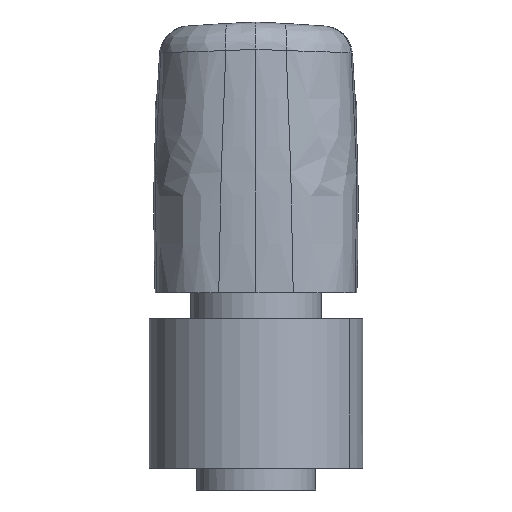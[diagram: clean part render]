
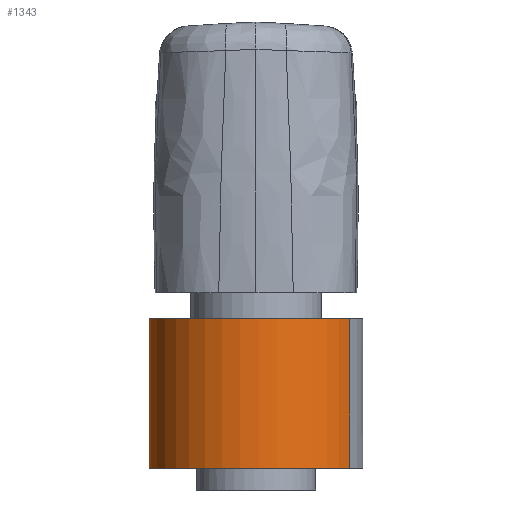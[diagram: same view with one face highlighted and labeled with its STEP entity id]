
A CAD part, front view. The second image highlights one B-rep face of the part: STEP entity #1343.
In plain terms, the highlighted cylindrical face has radius 7.3 mm (diameter 14.6 mm), a partial arc.
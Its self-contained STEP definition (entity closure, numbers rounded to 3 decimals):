
#266 = VERTEX_POINT('',#267);
#267 = CARTESIAN_POINT('',(13.706,3.8,11.7));
#274 = EDGE_CURVE('',#266,#275,#277,.T.);
#275 = VERTEX_POINT('',#276);
#276 = CARTESIAN_POINT('',(0.894,10.8,11.7));
#277 = CIRCLE('',#278,7.3);
#278 = AXIS2_PLACEMENT_3D('',#279,#280,#281);
#279 = CARTESIAN_POINT('',(7.3,7.3,11.7));
#280 = DIRECTION('',(0.,0.,-1.));
#281 = DIRECTION('',(-1.,0.,0.));
#1282 = EDGE_CURVE('',#266,#1283,#1285,.T.);
#1283 = VERTEX_POINT('',#1284);
#1284 = CARTESIAN_POINT('',(13.706,3.8,1.5));
#1285 = LINE('',#1286,#1287);
#1286 = CARTESIAN_POINT('',(13.706,3.8,6.6));
#1287 = VECTOR('',#1288,1.);
#1288 = DIRECTION('',(0.,0.,-1.));
#1291 = VERTEX_POINT('',#1292);
#1292 = CARTESIAN_POINT('',(0.894,10.8,1.5));
#1299 = EDGE_CURVE('',#275,#1291,#1300,.T.);
#1300 = LINE('',#1301,#1302);
#1301 = CARTESIAN_POINT('',(0.894,10.8,6.6));
#1302 = VECTOR('',#1303,1.);
#1303 = DIRECTION('',(0.,0.,-1.));
#1343 = ADVANCED_FACE('',(#1344),#1356,.T.);
#1344 = FACE_BOUND('',#1345,.T.);
#1345 = EDGE_LOOP('',(#1346,#1353,#1354,#1355));
#1346 = ORIENTED_EDGE('',*,*,#1347,.F.);
#1347 = EDGE_CURVE('',#1283,#1291,#1348,.T.);
#1348 = CIRCLE('',#1349,7.3);
#1349 = AXIS2_PLACEMENT_3D('',#1350,#1351,#1352);
#1350 = CARTESIAN_POINT('',(7.3,7.3,1.5));
#1351 = DIRECTION('',(0.,0.,-1.));
#1352 = DIRECTION('',(-1.,0.,0.));
#1353 = ORIENTED_EDGE('',*,*,#1282,.F.);
#1354 = ORIENTED_EDGE('',*,*,#274,.T.);
#1355 = ORIENTED_EDGE('',*,*,#1299,.T.);
#1356 = CYLINDRICAL_SURFACE('',#1357,7.3);
#1357 = AXIS2_PLACEMENT_3D('',#1358,#1359,#1360);
#1358 = CARTESIAN_POINT('',(7.3,7.3,6.6));
#1359 = DIRECTION('',(0.,0.,-1.));
#1360 = DIRECTION('',(-0.878,0.479,0.)
  );
